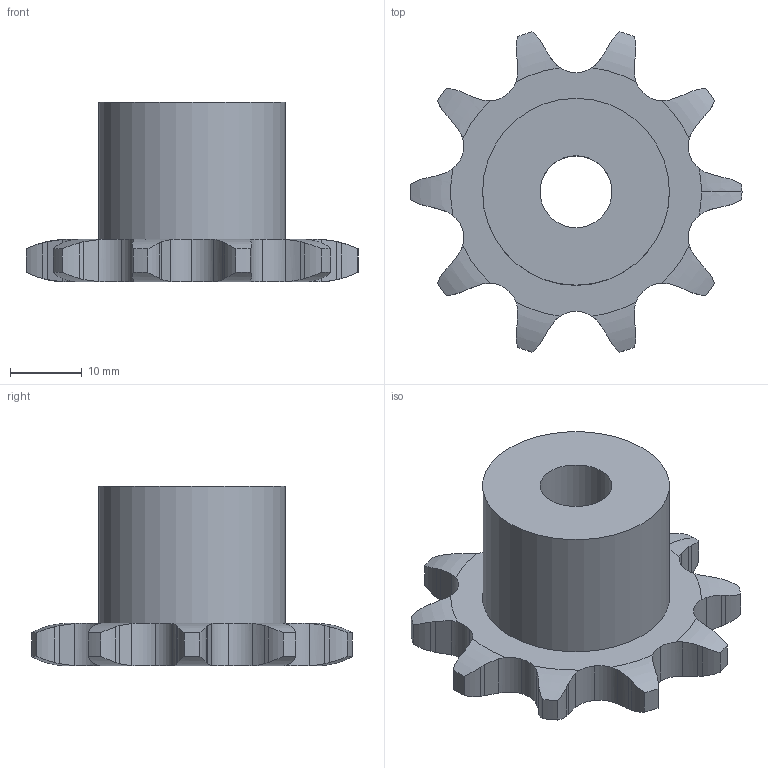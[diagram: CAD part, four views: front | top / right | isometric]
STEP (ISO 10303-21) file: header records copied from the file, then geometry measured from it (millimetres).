
FILE_DESCRIPTION(('FreeCAD Model'),'2;1');
FILE_NAME('Open CASCADE Shape Model','2021-04-25T13:47:29',('FreeCAD'),( 'FreeCAD'),'Open CASCADE STEP processor 7.4','FreeCAD','Unknown');
FILE_SCHEMA(('AUTOMOTIVE_DESIGN { 1 0 10303 214 1 1 1 1 }'));
Length unit declared in the file: millimetre
Products named in the file (1): Open CASCADE STEP translator 7.4 3
Bounding box: 46.2 x 44.55 x 25 mm (x, y, z)
Volume: 14924.6 mm3; surface area: 5535.7 mm2
Topology: 1 solids, 1 shells, 119 faces, 344 edges, 229 vertices
Faces by surface type: cylinder 73, plane 24, torus 22
Full cylindrical faces by diameter (mm): 10 x1, 26 x1
Entity records: 10300 total; most frequent: CARTESIAN_POINT 4423, DIRECTION 820, ORIENTED_EDGE 688, PCURVE 688, DEFINITIONAL_REPRESENTATION 688, B_SPLINE_CURVE_WITH_KNOTS 480, LINE 393, VECTOR 393
